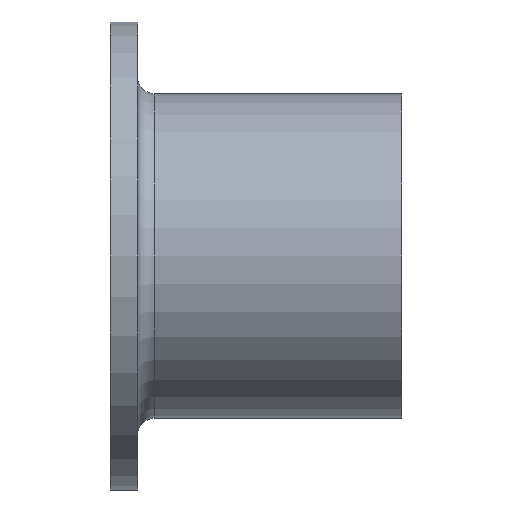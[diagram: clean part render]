
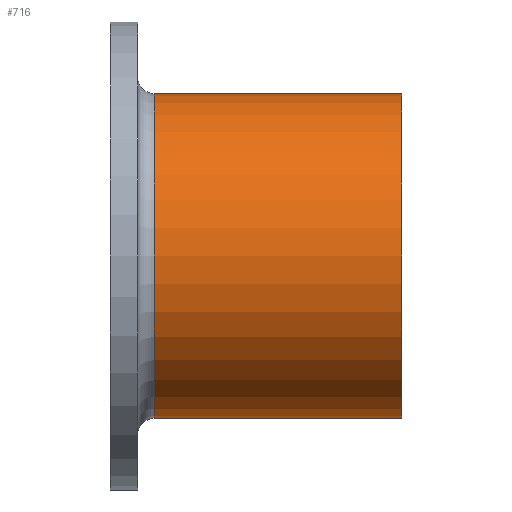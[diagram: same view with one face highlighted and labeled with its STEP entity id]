
A CAD part, front view. The second image highlights one B-rep face of the part: STEP entity #716.
In plain terms, the highlighted cylindrical face has radius 29.5 mm (diameter 59 mm), a partial arc.
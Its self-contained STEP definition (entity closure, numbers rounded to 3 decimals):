
#13 = DIRECTION ( 'NONE',  ( 0., 0., 1. ) ) ;
#25 = VERTEX_POINT ( 'NONE', #455 ) ;
#61 = ORIENTED_EDGE ( 'NONE', *, *, #266, .T. ) ;
#81 = EDGE_CURVE ( 'NONE', #1157, #25, #495, .T. ) ;
#87 = VECTOR ( 'NONE', #634, 1000. ) ;
#91 = CARTESIAN_POINT ( 'NONE',  ( 53., 0., 0. ) ) ;
#266 = EDGE_CURVE ( 'NONE', #635, #474, #964, .T. ) ;
#378 = DIRECTION ( 'NONE',  ( 0., 0., 1. ) ) ;
#393 = DIRECTION ( 'NONE',  ( -1., 0., 0. ) ) ;
#415 = AXIS2_PLACEMENT_3D ( 'NONE', #91, #393, #833 ) ;
#433 = ORIENTED_EDGE ( 'NONE', *, *, #518, .T. ) ;
#455 = CARTESIAN_POINT ( 'NONE',  ( 53., 0., 29.5 ) ) ;
#474 = VERTEX_POINT ( 'NONE', #890 ) ;
#495 = CIRCLE ( 'NONE', #415, 29.5 ) ;
#518 = EDGE_CURVE ( 'NONE', #25, #635, #878, .T. ) ;
#536 = ORIENTED_EDGE ( 'NONE', *, *, #683, .F. ) ;
#573 = EDGE_LOOP ( 'NONE', ( #536, #939, #433, #61 ) ) ;
#620 = DIRECTION ( 'NONE',  ( -1., 0., 0. ) ) ;
#631 = CARTESIAN_POINT ( 'NONE',  ( 8., 0., 29.5 ) ) ;
#634 = DIRECTION ( 'NONE',  ( -1., 0., 0. ) ) ;
#635 = VERTEX_POINT ( 'NONE', #631 ) ;
#674 = LINE ( 'NONE', #909, #87 ) ;
#683 = EDGE_CURVE ( 'NONE', #1157, #474, #674, .T. ) ;
#698 = CYLINDRICAL_SURFACE ( 'NONE', #737, 29.5 ) ;
#716 = ADVANCED_FACE ( 'NONE', ( #862 ), #698, .T. ) ;
#737 = AXIS2_PLACEMENT_3D ( 'NONE', #989, #1002, #378 ) ;
#830 = CARTESIAN_POINT ( 'NONE',  ( 53., 0., -29.5 ) ) ;
#833 = DIRECTION ( 'NONE',  ( 0., 0., 1. ) ) ;
#843 = AXIS2_PLACEMENT_3D ( 'NONE', #853, #1036, #13 ) ;
#853 = CARTESIAN_POINT ( 'NONE',  ( 8., 0., 0. ) ) ;
#862 = FACE_OUTER_BOUND ( 'NONE', #573, .T. ) ;
#878 = LINE ( 'NONE', #974, #1064 ) ;
#890 = CARTESIAN_POINT ( 'NONE',  ( 8., 0., -29.5 ) ) ;
#909 = CARTESIAN_POINT ( 'NONE',  ( 0., 0., -29.5 ) ) ;
#939 = ORIENTED_EDGE ( 'NONE', *, *, #81, .T. ) ;
#964 = CIRCLE ( 'NONE', #843, 29.5 ) ;
#974 = CARTESIAN_POINT ( 'NONE',  ( 0., 0., 29.5 ) ) ;
#989 = CARTESIAN_POINT ( 'NONE',  ( 0., 0., 0. ) ) ;
#1002 = DIRECTION ( 'NONE',  ( -1., 0., 0. ) ) ;
#1036 = DIRECTION ( 'NONE',  ( 1., 0., 0. ) ) ;
#1064 = VECTOR ( 'NONE', #620, 1000. ) ;
#1157 = VERTEX_POINT ( 'NONE', #830 ) ;
